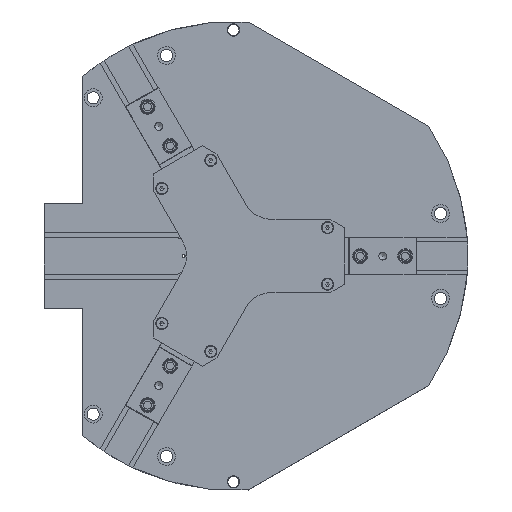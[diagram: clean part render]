
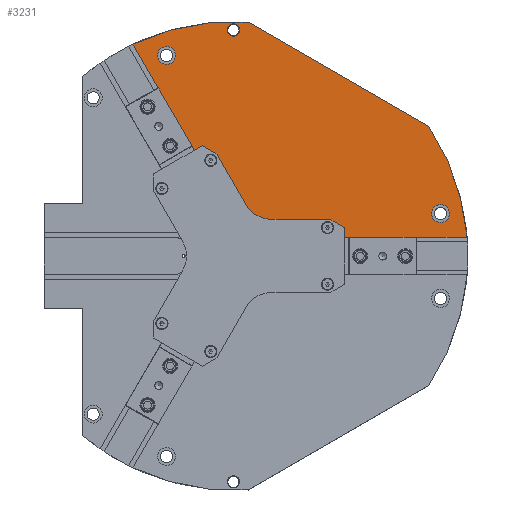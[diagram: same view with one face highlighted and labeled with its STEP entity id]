
A CAD part, top view. The second image highlights one B-rep face of the part: STEP entity #3231.
In plain terms, the highlighted planar face has unit normal (0, 0, 1).
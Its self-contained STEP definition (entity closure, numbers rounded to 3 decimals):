
#136=FACE_BOUND('',#585,.T.);
#137=FACE_BOUND('',#586,.T.);
#138=FACE_BOUND('',#587,.T.);
#139=FACE_BOUND('',#588,.T.);
#140=FACE_BOUND('',#589,.T.);
#261=PLANE('',#3575);
#380=FACE_OUTER_BOUND('',#584,.T.);
#584=EDGE_LOOP('',(#2367,#2368,#2369,#2370,#2371,#2372));
#585=EDGE_LOOP('',(#2373));
#586=EDGE_LOOP('',(#2374));
#587=EDGE_LOOP('',(#2375));
#588=EDGE_LOOP('',(#2376));
#589=EDGE_LOOP('',(#2377));
#915=CIRCLE('',#3562,45.);
#924=CIRCLE('',#3576,249.);
#925=CIRCLE('',#3577,249.);
#926=CIRCLE('',#3578,2.459);
#927=CIRCLE('',#3579,2.459);
#928=CIRCLE('',#3580,6.5);
#929=CIRCLE('',#3581,9.5);
#930=CIRCLE('',#3582,9.5);
#1089=LINE('',#5062,#1345);
#1090=LINE('',#5066,#1346);
#1091=LINE('',#5069,#1347);
#1345=VECTOR('',#4017,10.);
#1346=VECTOR('',#4020,10.);
#1347=VECTOR('',#4023,10.);
#1590=VERTEX_POINT('',#4996);
#1600=VERTEX_POINT('',#5016);
#1618=VERTEX_POINT('',#5061);
#1619=VERTEX_POINT('',#5063);
#1620=VERTEX_POINT('',#5065);
#1621=VERTEX_POINT('',#5067);
#1622=VERTEX_POINT('',#5070);
#1623=VERTEX_POINT('',#5072);
#1624=VERTEX_POINT('',#5074);
#1625=VERTEX_POINT('',#5076);
#1626=VERTEX_POINT('',#5078);
#1918=EDGE_CURVE('',#1590,#1600,#915,.T.);
#1939=EDGE_CURVE('',#1600,#1618,#1089,.T.);
#1940=EDGE_CURVE('',#1618,#1619,#924,.T.);
#1941=EDGE_CURVE('',#1619,#1620,#1090,.T.);
#1942=EDGE_CURVE('',#1620,#1621,#925,.T.);
#1943=EDGE_CURVE('',#1621,#1590,#1091,.T.);
#1944=EDGE_CURVE('',#1622,#1622,#926,.T.);
#1945=EDGE_CURVE('',#1623,#1623,#927,.T.);
#1946=EDGE_CURVE('',#1624,#1624,#928,.T.);
#1947=EDGE_CURVE('',#1625,#1625,#929,.T.);
#1948=EDGE_CURVE('',#1626,#1626,#930,.T.);
#2367=ORIENTED_EDGE('',*,*,#1918,.T.);
#2368=ORIENTED_EDGE('',*,*,#1939,.T.);
#2369=ORIENTED_EDGE('',*,*,#1940,.T.);
#2370=ORIENTED_EDGE('',*,*,#1941,.T.);
#2371=ORIENTED_EDGE('',*,*,#1942,.T.);
#2372=ORIENTED_EDGE('',*,*,#1943,.T.);
#2373=ORIENTED_EDGE('',*,*,#1944,.T.);
#2374=ORIENTED_EDGE('',*,*,#1945,.T.);
#2375=ORIENTED_EDGE('',*,*,#1946,.T.);
#2376=ORIENTED_EDGE('',*,*,#1947,.T.);
#2377=ORIENTED_EDGE('',*,*,#1948,.T.);
#3231=ADVANCED_FACE('',(#380,#136,#137,#138,#139,#140),#261,.T.);
#3562=AXIS2_PLACEMENT_3D('',#5018,#3977,#3978);
#3575=AXIS2_PLACEMENT_3D('',#5060,#4015,#4016);
#3576=AXIS2_PLACEMENT_3D('',#5064,#4018,#4019);
#3577=AXIS2_PLACEMENT_3D('',#5068,#4021,#4022);
#3578=AXIS2_PLACEMENT_3D('',#5071,#4024,#4025);
#3579=AXIS2_PLACEMENT_3D('',#5073,#4026,#4027);
#3580=AXIS2_PLACEMENT_3D('',#5075,#4028,#4029);
#3581=AXIS2_PLACEMENT_3D('',#5077,#4030,#4031);
#3582=AXIS2_PLACEMENT_3D('',#5079,#4032,#4033);
#3977=DIRECTION('center_axis',(0.,0.,-1.));
#3978=DIRECTION('ref_axis',(-1.,0.,0.));
#4015=DIRECTION('center_axis',(0.,0.,1.));
#4016=DIRECTION('ref_axis',(1.,0.,0.));
#4017=DIRECTION('',(1.,0.,0.));
#4018=DIRECTION('center_axis',(0.,0.,1.));
#4019=DIRECTION('ref_axis',(0.833,-0.553,0.));
#4020=DIRECTION('',(-0.866,0.5,0.));
#4021=DIRECTION('center_axis',(0.,0.,1.));
#4022=DIRECTION('ref_axis',(0.063,0.998,0.));
#4023=DIRECTION('',(0.5,-0.866,0.));
#4024=DIRECTION('center_axis',(0.,0.,-1.));
#4025=DIRECTION('ref_axis',(1.,0.,0.));
#4026=DIRECTION('center_axis',(0.,0.,-1.));
#4027=DIRECTION('ref_axis',(1.,0.,0.));
#4028=DIRECTION('center_axis',(0.,0.,-1.));
#4029=DIRECTION('ref_axis',(1.,0.,0.));
#4030=DIRECTION('center_axis',(0.,0.,-1.));
#4031=DIRECTION('ref_axis',(1.,0.,0.));
#4032=DIRECTION('center_axis',(0.,0.,-1.));
#4033=DIRECTION('ref_axis',(1.,0.,0.));
#4996=CARTESIAN_POINT('',(-2.835,44.911,72.));
#5016=CARTESIAN_POINT('',(40.311,20.,72.));
#5018=CARTESIAN_POINT('Origin',(0.,0.,72.));
#5060=CARTESIAN_POINT('Origin',(-180.5,0.,72.));
#5061=CARTESIAN_POINT('',(248.195,20.,72.));
#5062=CARTESIAN_POINT('',(-90.25,20.,72.));
#5063=CARTESIAN_POINT('',(207.437,137.734,72.));
#5064=CARTESIAN_POINT('Origin',(0.,0.,72.));
#5065=CARTESIAN_POINT('',(15.563,248.513,72.));
#5066=CARTESIAN_POINT('',(207.437,137.734,72.));
#5067=CARTESIAN_POINT('',(-106.777,224.944,72.));
#5068=CARTESIAN_POINT('Origin',(0.,0.,72.));
#5069=CARTESIAN_POINT('',(-5.242,49.079,72.));
#5070=CARTESIAN_POINT('',(102.459,30.,72.));
#5071=CARTESIAN_POINT('Origin',(100.,30.,72.));
#5072=CARTESIAN_POINT('',(-21.542,101.6,72.));
#5073=CARTESIAN_POINT('Origin',(-24.,101.6,72.));
#5074=CARTESIAN_POINT('',(6.5,240.,72.));
#5075=CARTESIAN_POINT('Origin',(0.,240.,72.));
#5076=CARTESIAN_POINT('',(-61.529,213.026,72.));
#5077=CARTESIAN_POINT('Origin',(-71.029,213.026,72.));
#5078=CARTESIAN_POINT('',(229.5,45.,72.));
#5079=CARTESIAN_POINT('Origin',(220.,45.,72.));
